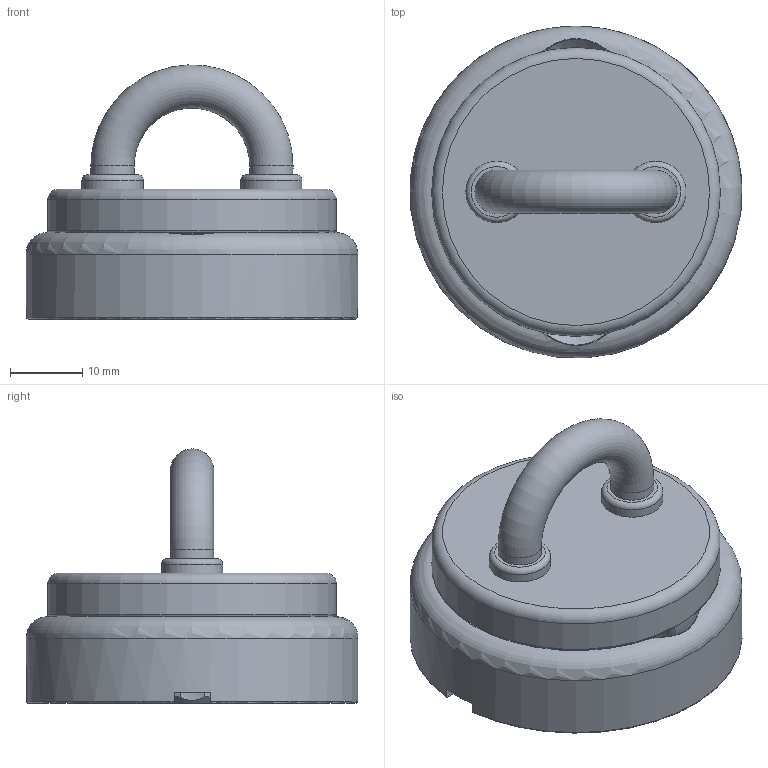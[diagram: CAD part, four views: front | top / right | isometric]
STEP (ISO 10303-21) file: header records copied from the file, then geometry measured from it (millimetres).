
FILE_DESCRIPTION(/* description */ (''),/* implementation_level */ '2;1');
FILE_NAME(/* name */ '7306.stp',/* time_stamp */ '2019-07-18T11:10:21+02:00',/* author */ ('gianni'),/* organization */ (''),/* preprocessor_version */ 'ST-DEVELOPER v16.5',/* originating_system */ 'Autodesk Inventor 2017',/* authorisation */ '');
FILE_SCHEMA (('AUTOMOTIVE_DESIGN { 1 0 10303 214 3 1 1 }'));
Length unit declared in the file: millimetre
Products named in the file (1): 19071807
Bounding box: 45.97 x 45.96 x 35.21 mm (x, y, z)
Volume: 22064.8 mm3; surface area: 10952.6 mm2
Topology: 2 solids, 2 shells, 87 faces, 220 edges, 134 vertices
Faces by surface type: cylinder 26, plane 23, cone 22, torus 10, bspline 6
Full cylindrical faces by diameter (mm): 6 x2, 6.25 x2, 8.5 x2, 10 x1, 10.25 x1, 12.4 x2, 40 x1, 46 x1
Entity records: 2621 total; most frequent: CARTESIAN_POINT 694, DIRECTION 418, ORIENTED_EDGE 354, AXIS2_PLACEMENT_3D 185, EDGE_CURVE 177, EDGE_LOOP 122, VERTEX_POINT 121, CIRCLE 99
